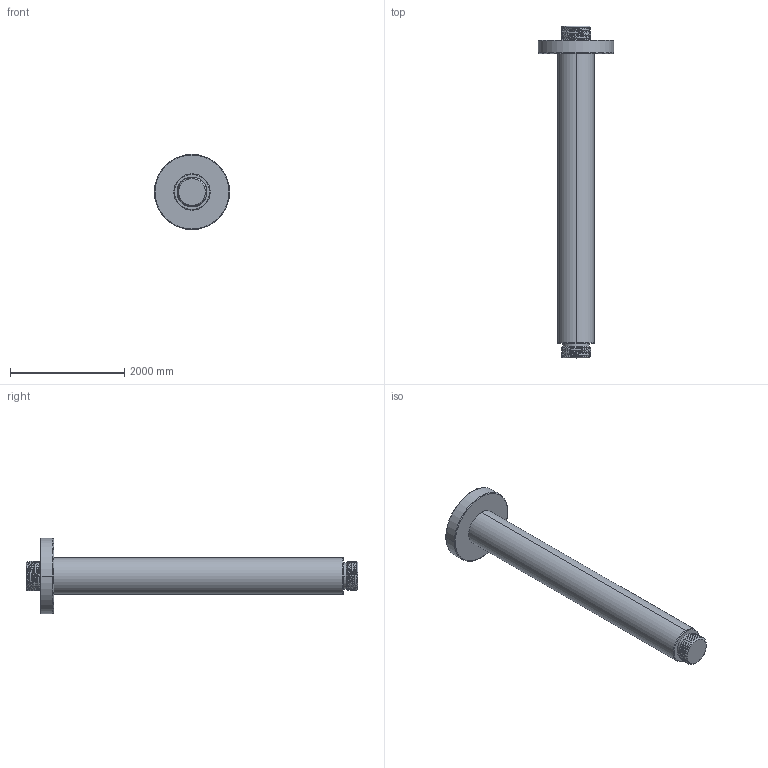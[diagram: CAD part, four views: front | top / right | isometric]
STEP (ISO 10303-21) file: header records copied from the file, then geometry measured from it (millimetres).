
FILE_DESCRIPTION((''),'2;1');
FILE_NAME('219','2018-07-29T',('MQ'),(''),'PRO/ENGINEER BY PARAMETRIC TECHNOLOGY CORPORATION, 2012130','PRO/ENGINEER BY PARAMETRIC TECHNOLOGY CORPORATION, 2012130','');
FILE_SCHEMA(('CONFIG_CONTROL_DESIGN'));
Length unit declared in the file: inch
Products named in the file (1): 219
Bounding box: 1320.8 x 5816.6 x 1320.8 mm (x, y, z)
Volume: 1829799705.1 mm3; surface area: 16355913.1 mm2
Topology: 1 solids, 1 shells, 71 faces, 172 edges, 110 vertices
Faces by surface type: cylinder 34, bspline 12, plane 9, torus 8, cone 8
Entity records: 4153 total; most frequent: CARTESIAN_POINT 2566, ORIENTED_EDGE 344, DIRECTION 279, EDGE_CURVE 172, AXIS2_PLACEMENT_3D 115, VERTEX_POINT 110, EDGE_LOOP 78, FACE_OUTER_BOUND 71
